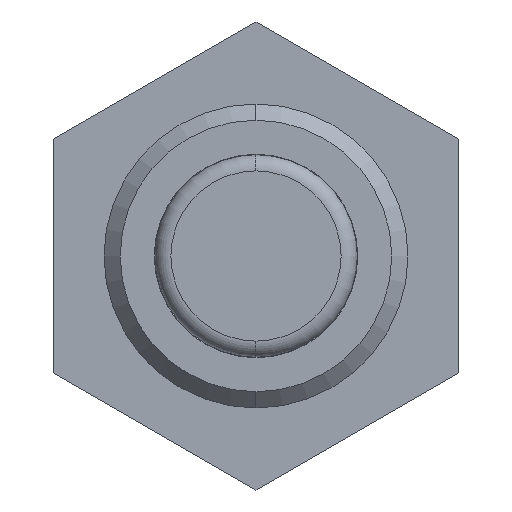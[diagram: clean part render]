
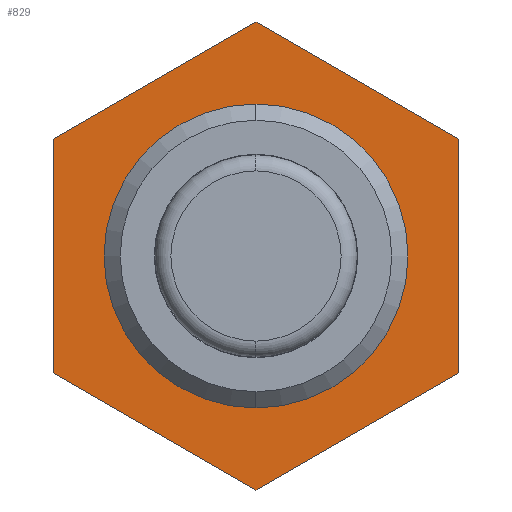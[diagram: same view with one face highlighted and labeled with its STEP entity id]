
A CAD part, left-side view. The second image highlights one B-rep face of the part: STEP entity #829.
In plain terms, the highlighted planar face has unit normal (-1, 0, 0).
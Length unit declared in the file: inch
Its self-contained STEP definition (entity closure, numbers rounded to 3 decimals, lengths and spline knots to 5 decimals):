
#22 = EDGE_CURVE ( 'NONE', #417, #891, #1133, .T. ) ;
#42 = CARTESIAN_POINT ( 'NONE',  ( 0.28, 0.25, -0.14434 ) ) ;
#67 = DIRECTION ( 'NONE',  ( 0., 0., -1. ) ) ;
#79 = PLANE ( 'NONE',  #937 ) ;
#93 = CARTESIAN_POINT ( 'NONE',  ( 0.28, 0.25, 0.14434 ) ) ;
#120 = CIRCLE ( 'NONE', #162, 0.1875 ) ;
#126 = CARTESIAN_POINT ( 'NONE',  ( 0.28, 0., 0. ) ) ;
#128 = ORIENTED_EDGE ( 'NONE', *, *, #1112, .F. ) ;
#132 = AXIS2_PLACEMENT_3D ( 'NONE', #126, #609, #890 ) ;
#139 = ORIENTED_EDGE ( 'NONE', *, *, #171, .F. ) ;
#150 = LINE ( 'NONE', #725, #663 ) ;
#151 = VERTEX_POINT ( 'NONE', #867 ) ;
#158 = VERTEX_POINT ( 'NONE', #602 ) ;
#162 = AXIS2_PLACEMENT_3D ( 'NONE', #1032, #443, #1136 ) ;
#171 = EDGE_CURVE ( 'NONE', #1200, #417, #219, .T. ) ;
#177 = EDGE_LOOP ( 'NONE', ( #740, #128, #306, #964, #139, #540 ) ) ;
#219 = LINE ( 'NONE', #42, #1235 ) ;
#259 = VECTOR ( 'NONE', #1224, 39.37008 ) ;
#306 = ORIENTED_EDGE ( 'NONE', *, *, #775, .F. ) ;
#316 = CARTESIAN_POINT ( 'NONE',  ( 0.28, 0.25, -0.14434 ) ) ;
#327 = VERTEX_POINT ( 'NONE', #480 ) ;
#354 = DIRECTION ( 'NONE',  ( 1., 0., 0. ) ) ;
#370 = CARTESIAN_POINT ( 'NONE',  ( 0.28, 0., 0.28868 ) ) ;
#417 = VERTEX_POINT ( 'NONE', #793 ) ;
#443 = DIRECTION ( 'NONE',  ( 1., 0., 0. ) ) ;
#465 = CARTESIAN_POINT ( 'NONE',  ( 0.28, -0.25, -0.14434 ) ) ;
#470 = VERTEX_POINT ( 'NONE', #465 ) ;
#480 = CARTESIAN_POINT ( 'NONE',  ( 0.28, -0.25, 0.14434 ) ) ;
#521 = EDGE_CURVE ( 'NONE', #151, #158, #615, .T. ) ;
#540 = ORIENTED_EDGE ( 'NONE', *, *, #658, .F. ) ;
#589 = ORIENTED_EDGE ( 'NONE', *, *, #521, .T. ) ;
#602 = CARTESIAN_POINT ( 'NONE',  ( 0.28, 0., -0.1875 ) ) ;
#608 = DIRECTION ( 'NONE',  ( 0., 0., 1. ) ) ;
#609 = DIRECTION ( 'NONE',  ( 1., 0., 0. ) ) ;
#615 = CIRCLE ( 'NONE', #132, 0.1875 ) ;
#631 = LINE ( 'NONE', #1183, #758 ) ;
#646 = CARTESIAN_POINT ( 'NONE',  ( 0.28, 0., -0.28868 ) ) ;
#658 = EDGE_CURVE ( 'NONE', #1181, #1200, #631, .T. ) ;
#663 = VECTOR ( 'NONE', #67, 39.37008 ) ;
#711 = FACE_OUTER_BOUND ( 'NONE', #177, .T. ) ;
#721 = LINE ( 'NONE', #1109, #1210 ) ;
#725 = CARTESIAN_POINT ( 'NONE',  ( 0.28, -0.25, 0.14434 ) ) ;
#740 = ORIENTED_EDGE ( 'NONE', *, *, #1033, .F. ) ;
#749 = FACE_BOUND ( 'NONE', #1149, .T. ) ;
#758 = VECTOR ( 'NONE', #981, 39.37008 ) ;
#774 = LINE ( 'NONE', #1134, #259 ) ;
#775 = EDGE_CURVE ( 'NONE', #891, #327, #774, .T. ) ;
#793 = CARTESIAN_POINT ( 'NONE',  ( 0.28, 0.25, 0.14434 ) ) ;
#829 = ADVANCED_FACE ( 'NONE', ( #711, #749 ), #79, .F. ) ;
#867 = CARTESIAN_POINT ( 'NONE',  ( 0.28, 0., 0.1875 ) ) ;
#890 = DIRECTION ( 'NONE',  ( 0., 0., -1. ) ) ;
#891 = VERTEX_POINT ( 'NONE', #370 ) ;
#923 = ORIENTED_EDGE ( 'NONE', *, *, #1145, .T. ) ;
#937 = AXIS2_PLACEMENT_3D ( 'NONE', #1138, #354, #1042 ) ;
#964 = ORIENTED_EDGE ( 'NONE', *, *, #22, .F. ) ;
#981 = DIRECTION ( 'NONE',  ( 0., 0.866, 0.5 ) ) ;
#1015 = DIRECTION ( 'NONE',  ( 0., 0.866, -0.5 ) ) ;
#1032 = CARTESIAN_POINT ( 'NONE',  ( 0.28, 0., 0. ) ) ;
#1033 = EDGE_CURVE ( 'NONE', #470, #1181, #721, .T. ) ;
#1042 = DIRECTION ( 'NONE',  ( 0., 0., -1. ) ) ;
#1057 = DIRECTION ( 'NONE',  ( 0., -0.866, 0.5 ) ) ;
#1095 = VECTOR ( 'NONE', #1057, 39.37008 ) ;
#1109 = CARTESIAN_POINT ( 'NONE',  ( 0.28, -0.25, -0.14434 ) ) ;
#1112 = EDGE_CURVE ( 'NONE', #327, #470, #150, .T. ) ;
#1133 = LINE ( 'NONE', #93, #1095 ) ;
#1134 = CARTESIAN_POINT ( 'NONE',  ( 0.28, 0., 0.28868 ) ) ;
#1136 = DIRECTION ( 'NONE',  ( 0., 0., -1. ) ) ;
#1138 = CARTESIAN_POINT ( 'NONE',  ( 0.28, 0., 0. ) ) ;
#1145 = EDGE_CURVE ( 'NONE', #158, #151, #120, .T. ) ;
#1149 = EDGE_LOOP ( 'NONE', ( #589, #923 ) ) ;
#1181 = VERTEX_POINT ( 'NONE', #646 ) ;
#1183 = CARTESIAN_POINT ( 'NONE',  ( 0.28, 0., -0.28868 ) ) ;
#1200 = VERTEX_POINT ( 'NONE', #316 ) ;
#1210 = VECTOR ( 'NONE', #1015, 39.37008 ) ;
#1224 = DIRECTION ( 'NONE',  ( 0., -0.866, -0.5 ) ) ;
#1235 = VECTOR ( 'NONE', #608, 39.37008 ) ;
